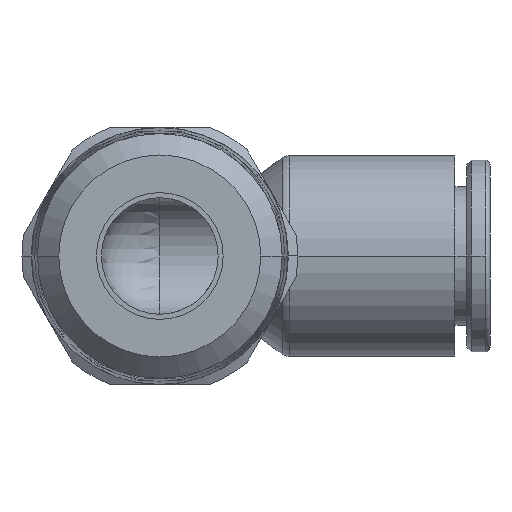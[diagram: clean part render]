
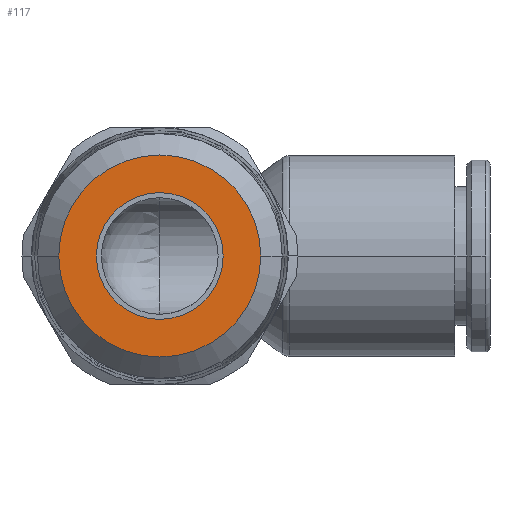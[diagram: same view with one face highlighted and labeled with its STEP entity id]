
A CAD part, front view. The second image highlights one B-rep face of the part: STEP entity #117.
In plain terms, the highlighted planar face has unit normal (0, -1, 0).
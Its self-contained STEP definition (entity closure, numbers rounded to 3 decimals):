
#117=ADVANCED_FACE('',(#313,#314),#315,.T.);
#313=FACE_BOUND('',#563,.T.);
#314=FACE_OUTER_BOUND('',#564,.T.);
#315=PLANE('',#565);
#563=EDGE_LOOP('',(#1232,#1233));
#564=EDGE_LOOP('',(#1234,#1235));
#565=AXIS2_PLACEMENT_3D('',#1236,#1237,#1238);
#1232=ORIENTED_EDGE('',*,*,#1718,.T.);
#1233=ORIENTED_EDGE('',*,*,#1814,.T.);
#1234=ORIENTED_EDGE('',*,*,#1705,.F.);
#1235=ORIENTED_EDGE('',*,*,#1822,.F.);
#1236=CARTESIAN_POINT('',(2.749,-11.0,0.0));
#1237=DIRECTION('',(-0.0,-1.0,-0.0));
#1238=DIRECTION('',(-1.0,0.0,0.0));
#1705=EDGE_CURVE('',#2083,#2086,#2087,.T.);
#1718=EDGE_CURVE('',#2105,#2109,#2111,.T.);
#1814=EDGE_CURVE('',#2109,#2105,#2265,.T.);
#1822=EDGE_CURVE('',#2086,#2083,#2275,.T.);
#2083=VERTEX_POINT('',#2829);
#2086=VERTEX_POINT('',#2833);
#2087=CIRCLE('',#2834,5.498);
#2105=VERTEX_POINT('',#2857);
#2109=VERTEX_POINT('',#2862);
#2111=CIRCLE('',#2865,3.45);
#2265=CIRCLE('',#3529,3.45);
#2275=CIRCLE('',#3539,5.498);
#2829=CARTESIAN_POINT('',(5.498,-11.0,0.0));
#2833=CARTESIAN_POINT('',(-5.498,-11.0,0.));
#2834=AXIS2_PLACEMENT_3D('',#4084,#4085,#4086);
#2857=CARTESIAN_POINT('',(3.45,-11.0,0.0));
#2862=CARTESIAN_POINT('',(-3.45,-11.0,0.));
#2865=AXIS2_PLACEMENT_3D('',#4109,#4110,#4111);
#3529=AXIS2_PLACEMENT_3D('',#4259,#4260,#4261);
#3539=AXIS2_PLACEMENT_3D('',#4283,#4284,#4285);
#4084=CARTESIAN_POINT('',(0.0,-11.0,0.0));
#4085=DIRECTION('',(-0.0,1.0,0.0));
#4086=DIRECTION('',(1.0,0.0,0.0));
#4109=CARTESIAN_POINT('',(0.0,-11.0,0.0));
#4110=DIRECTION('',(-0.0,1.0,0.0));
#4111=DIRECTION('',(1.0,0.0,0.0));
#4259=CARTESIAN_POINT('',(0.0,-11.0,0.0));
#4260=DIRECTION('',(-0.0,1.0,0.0));
#4261=DIRECTION('',(1.0,0.0,0.0));
#4283=CARTESIAN_POINT('',(0.0,-11.0,0.0));
#4284=DIRECTION('',(-0.0,1.0,0.0));
#4285=DIRECTION('',(1.0,0.0,0.0));
